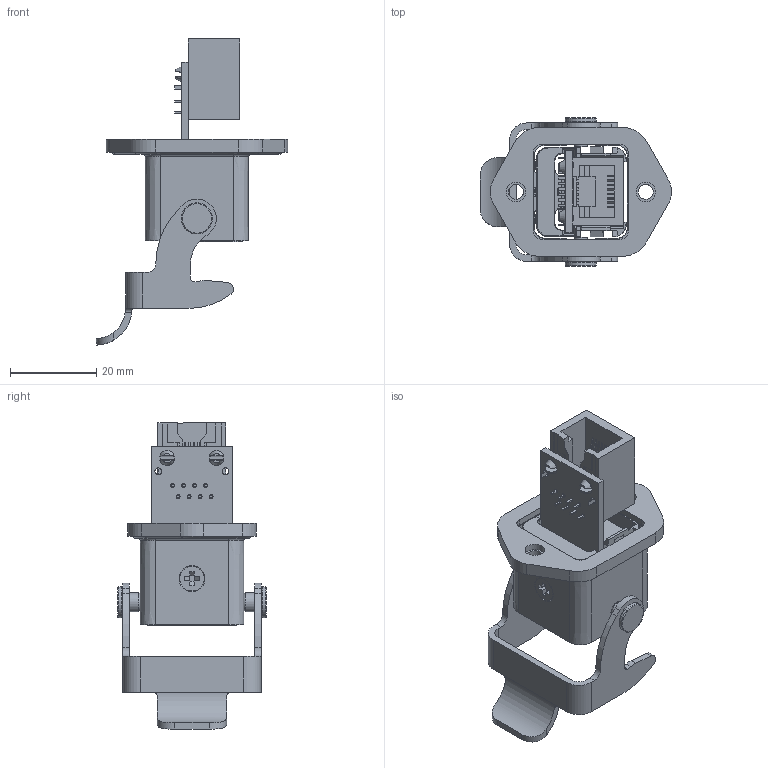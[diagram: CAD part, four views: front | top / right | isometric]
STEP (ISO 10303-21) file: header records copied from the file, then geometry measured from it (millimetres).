
FILE_DESCRIPTION(/* description */ (''),/* implementation_level */ '2;1');
FILE_NAME(/* name */ 'H3A-BK-1L-RJ45&F.stp',/* time_stamp */ '2023-12-02T14:57:28+08:00',/* author */ (''),/* organization */ (''),/* preprocessor_version */ 'ST-DEVELOPER v16',/* originating_system */ 'SIEMENS PLM Software NX 10.0',/* authorisation */ '');
FILE_SCHEMA (('AUTOMOTIVE_DESIGN { 1 0 10303 214 3 1 1 1 }'));
Length unit declared in the file: millimetre
Products named in the file (1): Admi1B082018z1xx
Bounding box: 44.24 x 34.3 x 70.81 mm (x, y, z)
Volume: 13262.6 mm3; surface area: 17356.5 mm2
Topology: 2 solids, 5 shells, 987 faces, 2784 edges, 1796 vertices
Faces by surface type: plane 729, cylinder 169, bspline 40, cone 34, torus 11, extrusion 4
Full cylindrical faces by diameter (mm): 2.3 x2, 2.6 x2, 3 x2, 3.1 x1, 3.5 x2, 3.8 x3, 4.3 x1, 4.4 x2, 4.5 x2, 5.7 x1, 6 x1, 7.2 x2
Entity records: 35717 total; most frequent: CARTESIAN_POINT 10495, ORIENTED_EDGE 5406, DIRECTION 4890, EDGE_CURVE 2703, VECTOR 2050, LINE 2046, VERTEX_POINT 1766, AXIS2_PLACEMENT_3D 1420
